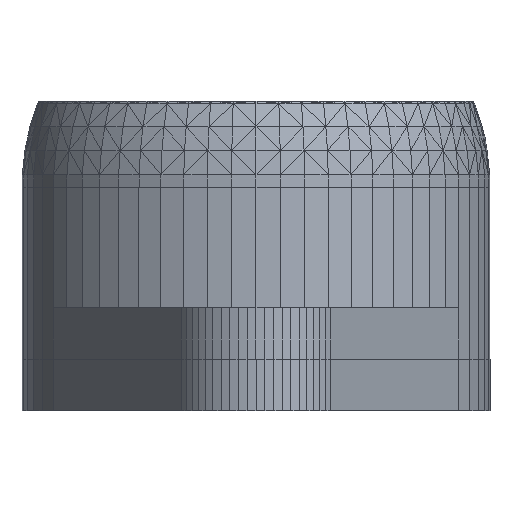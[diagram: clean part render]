
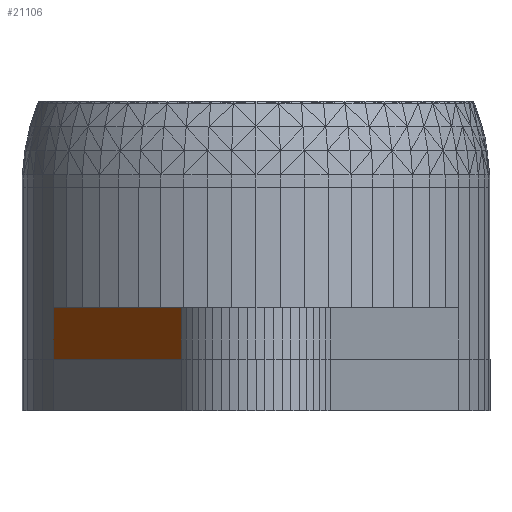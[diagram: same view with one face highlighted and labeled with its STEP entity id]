
A CAD part, left-side view. The second image highlights one B-rep face of the part: STEP entity #21106.
In plain terms, the highlighted planar face has unit normal (-0.491, 0.871, 0).
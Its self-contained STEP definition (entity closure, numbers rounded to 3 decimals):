
#812=FACE_OUTER_BOUND('',#2252,.T.);
#2252=EDGE_LOOP('',(#16507,#16508,#16509,#16510));
#4734=LINE('',#32652,#7636);
#4773=LINE('',#32727,#7675);
#4774=LINE('',#32729,#7676);
#4775=LINE('',#32730,#7677);
#7636=VECTOR('',#26584,10.);
#7675=VECTOR('',#26627,10.);
#7676=VECTOR('',#26628,10.);
#7677=VECTOR('',#26629,10.);
#9783=VERTEX_POINT('',#32649);
#9784=VERTEX_POINT('',#32651);
#9818=VERTEX_POINT('',#32726);
#9819=VERTEX_POINT('',#32728);
#12016=EDGE_CURVE('',#9784,#9783,#4734,.T.);
#12055=EDGE_CURVE('',#9818,#9783,#4773,.T.);
#12056=EDGE_CURVE('',#9819,#9818,#4774,.T.);
#12057=EDGE_CURVE('',#9819,#9784,#4775,.T.);
#16507=ORIENTED_EDGE('',*,*,#12016,.T.);
#16508=ORIENTED_EDGE('',*,*,#12055,.F.);
#16509=ORIENTED_EDGE('',*,*,#12056,.F.);
#16510=ORIENTED_EDGE('',*,*,#12057,.T.);
#19675=PLANE('',#22565);
#21106=ADVANCED_FACE('',(#812),#19675,.T.);
#22565=AXIS2_PLACEMENT_3D('',#32725,#26625,#26626);
#26584=DIRECTION('',(0.871,0.491,0.));
#26625=DIRECTION('center_axis',(-0.491,0.871,0.));
#26626=DIRECTION('ref_axis',(0.,0.,1.));
#26627=DIRECTION('',(0.,0.,1.));
#26628=DIRECTION('',(0.871,0.491,0.));
#26629=DIRECTION('',(0.,0.,1.));
#32649=CARTESIAN_POINT('',(-132.275,342.513,17.608));
#32651=CARTESIAN_POINT('',(-145.475,335.066,17.608));
#32652=CARTESIAN_POINT('',(-145.475,335.066,17.608));
#32725=CARTESIAN_POINT('Origin',(-132.275,342.513,17.608));
#32726=CARTESIAN_POINT('',(-132.275,342.513,14.608));
#32727=CARTESIAN_POINT('',(-132.275,342.513,14.608));
#32728=CARTESIAN_POINT('',(-145.475,335.066,14.608));
#32729=CARTESIAN_POINT('',(-145.475,335.066,14.608));
#32730=CARTESIAN_POINT('',(-145.475,335.066,14.608));
